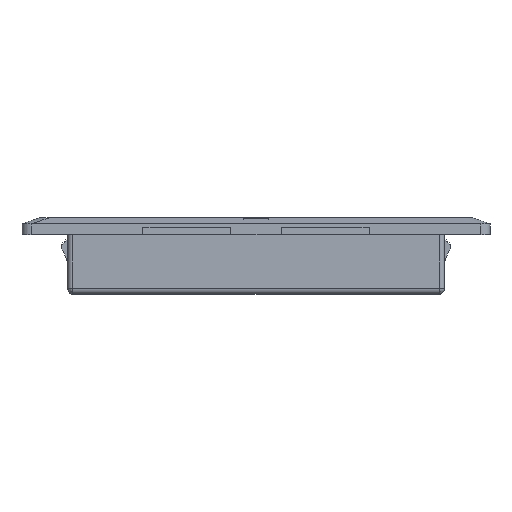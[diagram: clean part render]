
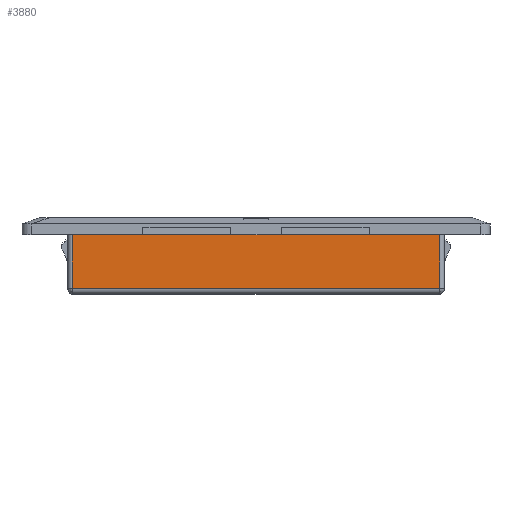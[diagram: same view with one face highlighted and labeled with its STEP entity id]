
A CAD part, front view. The second image highlights one B-rep face of the part: STEP entity #3880.
In plain terms, the highlighted planar face has unit normal (0, -1, 0).
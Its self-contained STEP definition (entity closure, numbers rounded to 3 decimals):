
#1530 = PLANE ( 'NONE',  #9958 ) ;
#1533 = CARTESIAN_POINT ( 'NONE',  ( 0., -60., 19. ) ) ;
#1535 = DIRECTION ( 'NONE',  ( 0., -1., 0. ) ) ;
#1761 = DIRECTION ( 'NONE',  ( 0., 0., -1. ) ) ;
#1765 = CARTESIAN_POINT ( 'NONE',  ( 58.5, -60., 2. ) ) ;
#1766 = CARTESIAN_POINT ( 'NONE',  ( -58.5, -60., 19. ) ) ;
#1770 = DIRECTION ( 'NONE',  ( 1., 0., 0. ) ) ;
#1771 = CARTESIAN_POINT ( 'NONE',  ( 58.5, -60., 19. ) ) ;
#1772 = DIRECTION ( 'NONE',  ( 0., 0., -1. ) ) ;
#2541 = DIRECTION ( 'NONE',  ( -1., 0., 0. ) ) ;
#2544 = CARTESIAN_POINT ( 'NONE',  ( 0., -60., 19. ) ) ;
#3201 = LINE ( 'NONE', #2544, #3203 ) ;
#3203 = VECTOR ( 'NONE', #2541, 1000. ) ;
#3880 = ADVANCED_FACE ( 'NONE', ( #11759 ), #1530, .T. ) ;
#4574 = VERTEX_POINT ( 'NONE', #15711 ) ;
#4669 = VERTEX_POINT ( 'NONE', #15806 ) ;
#4936 = VERTEX_POINT ( 'NONE', #16073 ) ;
#4947 = VERTEX_POINT ( 'NONE', #16084 ) ;
#5192 = ORIENTED_EDGE ( 'NONE', *, *, #8928, .T. ) ;
#5193 = ORIENTED_EDGE ( 'NONE', *, *, #8929, .T. ) ;
#5194 = ORIENTED_EDGE ( 'NONE', *, *, #8930, .F. ) ;
#5195 = ORIENTED_EDGE ( 'NONE', *, *, #9713, .T. ) ;
#8928 = EDGE_CURVE ( 'NONE', #4669, #4936, #20782, .T. ) ;
#8929 = EDGE_CURVE ( 'NONE', #4936, #4947, #20785, .T. ) ;
#8930 = EDGE_CURVE ( 'NONE', #4574, #4947, #20788, .T. ) ;
#9713 = EDGE_CURVE ( 'NONE', #4574, #4669, #3201, .T. ) ;
#9958 = AXIS2_PLACEMENT_3D ( 'NONE', #1533, #1535, #19072 ) ;
#10402 = EDGE_LOOP ( 'NONE', ( #5192, #5193, #5194, #5195 ) ) ;
#11759 = FACE_OUTER_BOUND ( 'NONE', #10402, .T. ) ;
#15711 = CARTESIAN_POINT ( 'NONE',  ( 58.5, -60., 19. ) ) ;
#15806 = CARTESIAN_POINT ( 'NONE',  ( -58.5, -60., 19. ) ) ;
#16073 = CARTESIAN_POINT ( 'NONE',  ( -58.5, -60., 2. ) ) ;
#16084 = CARTESIAN_POINT ( 'NONE',  ( 58.5, -60., 2. ) ) ;
#19072 = DIRECTION ( 'NONE',  ( 0., 0., -1. ) ) ;
#20782 = LINE ( 'NONE', #1766, #20787 ) ;
#20785 = LINE ( 'NONE', #1765, #20789 ) ;
#20787 = VECTOR ( 'NONE', #1761, 1000. ) ;
#20788 = LINE ( 'NONE', #1771, #20791 ) ;
#20789 = VECTOR ( 'NONE', #1770, 1000. ) ;
#20791 = VECTOR ( 'NONE', #1772, 1000. ) ;
